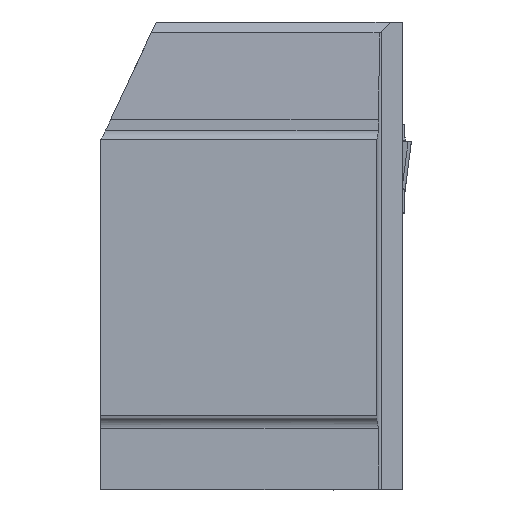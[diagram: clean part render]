
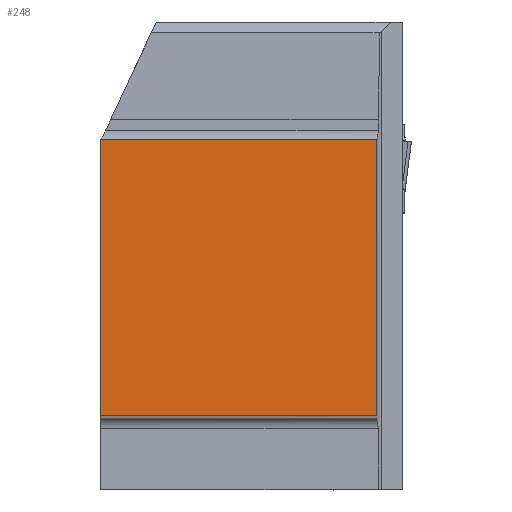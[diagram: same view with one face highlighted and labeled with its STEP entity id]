
A CAD part, top view. The second image highlights one B-rep face of the part: STEP entity #248.
In plain terms, the highlighted planar face has unit normal (0, 0, 1).
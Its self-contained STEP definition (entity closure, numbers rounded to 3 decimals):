
#248=ADVANCED_FACE('',(#421),#308,.T.);
#308=PLANE('',#2805);
#421=FACE_OUTER_BOUND('',#548,.T.);
#548=EDGE_LOOP('',(#1204,#1205,#1206,#1207));
#1204=ORIENTED_EDGE('',*,*,#1826,.F.);
#1205=ORIENTED_EDGE('',*,*,#1823,.F.);
#1206=ORIENTED_EDGE('',*,*,#1833,.F.);
#1207=ORIENTED_EDGE('',*,*,#1829,.F.);
#1485=VERTEX_POINT('',#5172);
#1486=VERTEX_POINT('',#5174);
#1488=VERTEX_POINT('',#5180);
#1490=VERTEX_POINT('',#5186);
#1823=EDGE_CURVE('',#1485,#1486,#2296,.T.);
#1826=EDGE_CURVE('',#1486,#1488,#2298,.T.);
#1829=EDGE_CURVE('',#1488,#1490,#2301,.T.);
#1833=EDGE_CURVE('',#1490,#1485,#2304,.T.);
#2296=LINE('',#5173,#2486);
#2298=LINE('',#5179,#2488);
#2301=LINE('',#5185,#2491);
#2304=LINE('',#5192,#2494);
#2486=VECTOR('',#3405,1.);
#2488=VECTOR('',#3411,1.);
#2491=VECTOR('',#3416,1.);
#2494=VECTOR('',#3423,1.);
#2805=AXIS2_PLACEMENT_3D('',#5221,#3439,#3440);
#3405=DIRECTION('',(1.,0.,0.));
#3411=DIRECTION('',(0.,-1.,0.));
#3416=DIRECTION('',(-1.,0.,0.));
#3423=DIRECTION('',(0.,1.,0.));
#3439=DIRECTION('',(0.,0.,1.));
#3440=DIRECTION('',(1.,0.,0.));
#5172=CARTESIAN_POINT('',(0.,25.4,0.));
#5173=CARTESIAN_POINT('',(0.,25.4,0.));
#5174=CARTESIAN_POINT('',(25.4,25.4,0.));
#5179=CARTESIAN_POINT('',(25.4,25.4,0.));
#5180=CARTESIAN_POINT('',(25.4,0.,0.));
#5185=CARTESIAN_POINT('',(25.4,0.,0.));
#5186=CARTESIAN_POINT('',(0.,0.,0.));
#5192=CARTESIAN_POINT('',(0.,0.,0.));
#5221=CARTESIAN_POINT('',(12.7,12.7,0.));
